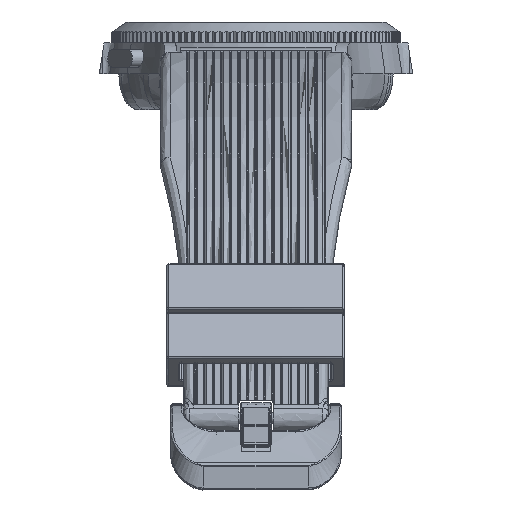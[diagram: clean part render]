
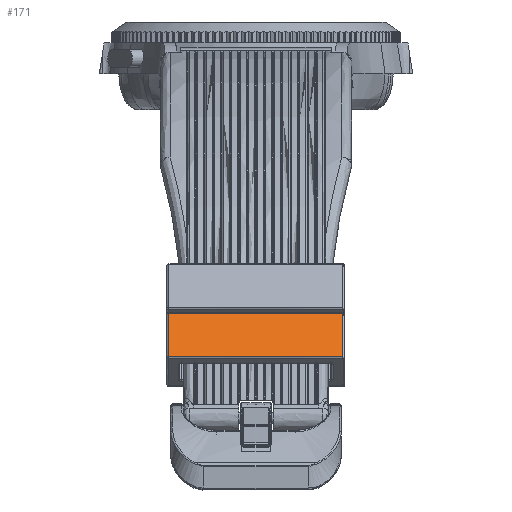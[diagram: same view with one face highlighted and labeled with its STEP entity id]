
A CAD part, left-side view. The second image highlights one B-rep face of the part: STEP entity #171.
In plain terms, the highlighted free-form (B-spline) face has degree [1, 1] with [2, 2] control points.
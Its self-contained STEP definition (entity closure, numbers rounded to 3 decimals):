
#104 = VERTEX_POINT('',#105);
#105 = CARTESIAN_POINT('',(-148.351,-19.76,
    -66.332));
#152 = EDGE_CURVE('',#104,#153,#155,.T.);
#153 = VERTEX_POINT('',#154);
#154 = CARTESIAN_POINT('',(-153.998,-19.76,-76.135
    ));
#155 = B_SPLINE_CURVE_WITH_KNOTS('',1,(#156,#157),.UNSPECIFIED.,.F.,.F.,
  (2,2),(0.2,7.8),.PIECEWISE_BEZIER_KNOTS.);
#156 = CARTESIAN_POINT('',(-148.351,-19.76,
    -66.332));
#157 = CARTESIAN_POINT('',(-153.998,-19.76,-76.135
    ));
#171 = ADVANCED_FACE('',(#172),#194,.T.);
#172 = FACE_BOUND('',#173,.T.);
#173 = EDGE_LOOP('',(#174,#175,#182,#189));
#174 = ORIENTED_EDGE('',*,*,#152,.F.);
#175 = ORIENTED_EDGE('',*,*,#176,.T.);
#176 = EDGE_CURVE('',#104,#177,#179,.T.);
#177 = VERTEX_POINT('',#178);
#178 = CARTESIAN_POINT('',(-148.351,19.839,
    -66.332));
#179 = B_SPLINE_CURVE_WITH_KNOTS('',1,(#180,#181),.UNSPECIFIED.,.F.,.F.,
  (2,2),(-26.6,0.),.PIECEWISE_BEZIER_KNOTS.);
#180 = CARTESIAN_POINT('',(-148.351,-19.76,
    -66.332));
#181 = CARTESIAN_POINT('',(-148.351,19.839,
    -66.332));
#182 = ORIENTED_EDGE('',*,*,#183,.T.);
#183 = EDGE_CURVE('',#177,#184,#186,.T.);
#184 = VERTEX_POINT('',#185);
#185 = CARTESIAN_POINT('',(-153.998,19.839,
    -76.135));
#186 = B_SPLINE_CURVE_WITH_KNOTS('',1,(#187,#188),.UNSPECIFIED.,.F.,.F.,
  (2,2),(0.2,7.8),.PIECEWISE_BEZIER_KNOTS.);
#187 = CARTESIAN_POINT('',(-148.351,19.839,
    -66.332));
#188 = CARTESIAN_POINT('',(-153.998,19.839,
    -76.135));
#189 = ORIENTED_EDGE('',*,*,#190,.F.);
#190 = EDGE_CURVE('',#153,#184,#191,.T.);
#191 = B_SPLINE_CURVE_WITH_KNOTS('',1,(#192,#193),.UNSPECIFIED.,.F.,.F.,
  (2,2),(-26.6,0.),.PIECEWISE_BEZIER_KNOTS.);
#192 = CARTESIAN_POINT('',(-153.998,-19.76,-76.135
    ));
#193 = CARTESIAN_POINT('',(-153.998,19.839,
    -76.135));
#194 = B_SPLINE_SURFACE_WITH_KNOTS('',1,1,(
    (#195,#196)
    ,(#197,#198
    )),.UNSPECIFIED.,.F.,.F.,.F.,(2,2),(2,2),(-7.8,-0.2),(-26.6,0.),
  .PIECEWISE_BEZIER_KNOTS.);
#195 = CARTESIAN_POINT('',(-153.998,-19.76,-76.135
    ));
#196 = CARTESIAN_POINT('',(-153.998,19.839,
    -76.135));
#197 = CARTESIAN_POINT('',(-148.351,-19.76,
    -66.332));
#198 = CARTESIAN_POINT('',(-148.351,19.839,
    -66.332));
